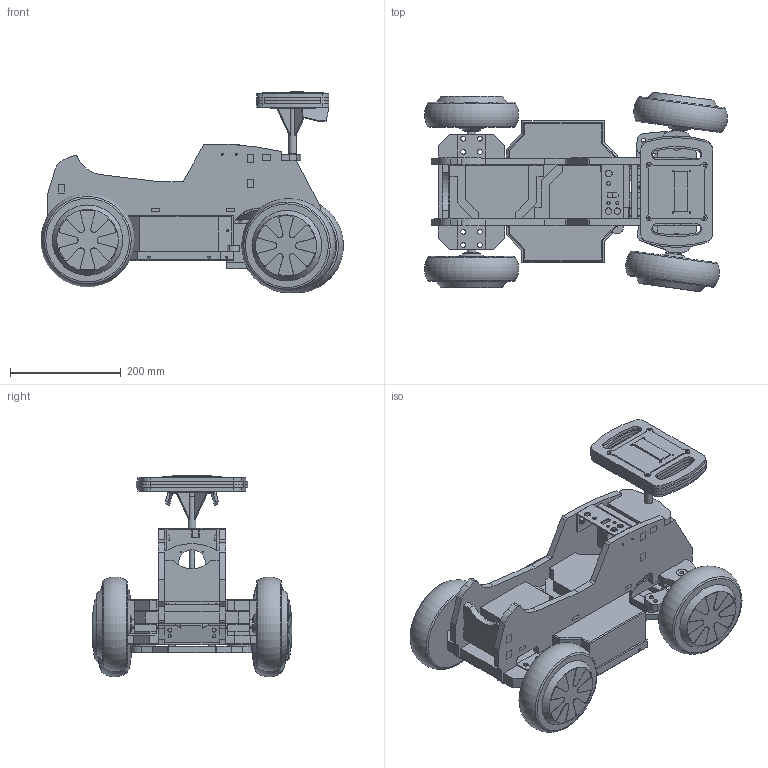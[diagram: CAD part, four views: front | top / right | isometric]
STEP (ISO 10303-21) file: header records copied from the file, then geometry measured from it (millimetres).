
FILE_DESCRIPTION(/* description */ (''),/* implementation_level */ '2;1');
FILE_NAME(/* name */ 'MB_BobbyCarAllrad.step',/* time_stamp */ '2021-08-03T23:11:23+02:00',/* author */ ('Lars-Ole'),/* organization */ (''),/* preprocessor_version */ 'ST-DEVELOPER v18.1',/* originating_system */ 'Autodesk Inventor 2021',/* authorisation */ '');
FILE_SCHEMA (('AUTOMOTIVE_DESIGN { 1 0 10303 214 3 1 1 }'));
Length unit declared in the file: millimetre
Products named in the file (48): MB_BobbyCarAllrad; Kabel; Spannbloecke; Motorplatte; Spannbleche; Haupttraeger; Controllerplatte; Akkubefestigung; QuerstrebeHinten; LenkradStahlplatte; LenkradRohr; LenkradPlatte1; LenkradPlatte2; LenkradPlatte3; LenkradPlatte4; Akku13s6p; LenkungOben; AkkuSchutz; SeitenträgerInnen; Achsen; Motoren; LenkungUnten; RadträgerL; RadträgerR; Spurstange; SpurstangeGut; Lenkwelle; HalterungLenkwelle; DIN 427 - M8 x 25; Bodenplatte; Controller; XboxTrigger3cuttedScaled; Triggerhalter; Display; LenkradAbdeckung; MCFlashAbdeckung; LenkradStahlVersteifung; RadträgerRUnten; RadträgerLUnten; DIN 7984 - M8 x 40 ...
Assembly tree (56 placements, depth 2):
  MB_BobbyCarAllrad
    Kabel
    Spannbloecke
    Motorplatte
    Spannbleche
    Haupttraeger
    Controllerplatte
    Akkubefestigung
    QuerstrebeHinten
    LenkradStahlplatte
    LenkradRohr
    LenkradPlatte1
    LenkradPlatte2
    LenkradPlatte3
    LenkradPlatte4
    Controller  x2
    Akku13s6p
    LenkungOben
    AkkuSchutz
    SeitenträgerInnen
    Achsen  x4
    Motoren  x4
    LenkungUnten
    RadträgerL
    RadträgerR
    Spurstange
    SpurstangeGut
    Lenkwelle
    HalterungLenkwelle
    DIN 427 - M8 x 25  x3
    Bodenplatte
    XboxTrigger3cuttedScaled
    Triggerhalter
    Display
    LenkradAbdeckung
    MCFlashAbdeckung
    LenkradStahlVersteifung
    RadträgerRUnten
    RadträgerLUnten
    DIN 7984 - M8 x 40
    QuerstrebeVorne
    QuerstrebeLenkung
    FührungLenkwelle
    AkkuSchutzSeitlich
    AkkuSchutzSeitlichR
    SchutzblechVorneR
    SchutzblechVorne
    SchalterPanel
Bounding box: 546.58 x 359.97 x 363.37 mm (x, y, z)
Volume: 11539381.4 mm3; surface area: 1737219.8 mm2
Topology: 62 solids, 62 shells, 1726 faces, 4749 edges, 3185 vertices
Faces by surface type: plane 1144, cylinder 535, cone 21, torus 14, bspline 12
Full cylindrical faces by diameter (mm): 2.5 x4, 3 x8, 3.1 x2, 3.2 x6, 3.5 x14, 4 x4, 4.2 x20, 5 x18, 5.6 x4, 6 x2, 7 x3, 7.4 x10, 8 x24, 8.5 x24, 10 x7, 11.6 x2, 12 x2, 13 x1, 14 x1, 16 x8, 19.8 x4, 20 x12, 25 x4, 30 x6, 42 x2, 48 x1
Entity records: 51582 total; most frequent: CARTESIAN_POINT 9021, DIRECTION 8451, ORIENTED_EDGE 8374, EDGE_CURVE 4187, LINE 3091, VECTOR 3091, VERTEX_POINT 2799, AXIS2_PLACEMENT_3D 2680
